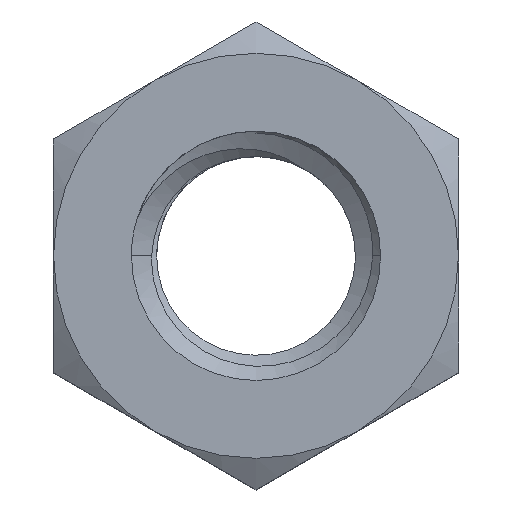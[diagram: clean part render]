
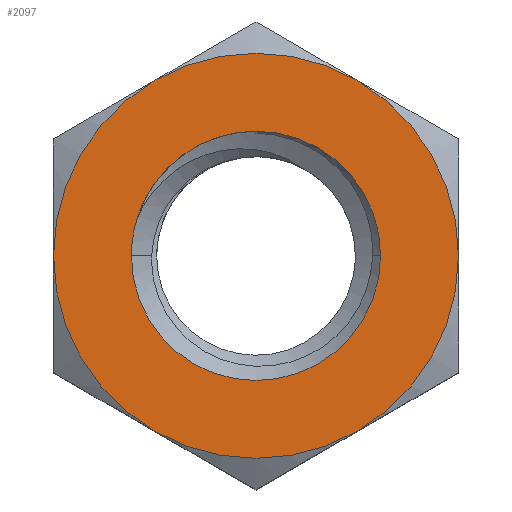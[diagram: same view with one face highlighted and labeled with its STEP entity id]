
A CAD part, top view. The second image highlights one B-rep face of the part: STEP entity #2097.
In plain terms, the highlighted planar face has unit normal (0, 0, 1).
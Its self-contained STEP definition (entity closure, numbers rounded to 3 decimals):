
#40 = CIRCLE ( 'NONE', #2093, 4. ) ;
#46 = CIRCLE ( 'NONE', #1521, 6.5 ) ;
#91 = CARTESIAN_POINT ( 'NONE',  ( 0., 0., 3.25 ) ) ;
#108 = CARTESIAN_POINT ( 'NONE',  ( 0., 0., 3.25 ) ) ;
#196 = CARTESIAN_POINT ( 'NONE',  ( 0., 0., 3.25 ) ) ;
#227 = DIRECTION ( 'NONE',  ( 0., 0., 1. ) ) ;
#234 = CARTESIAN_POINT ( 'NONE',  ( 0., 0., 3.25 ) ) ;
#252 = CIRCLE ( 'NONE', #2005, 6.5 ) ;
#269 = DIRECTION ( 'NONE',  ( 0., 0., 1. ) ) ;
#276 = CARTESIAN_POINT ( 'NONE',  ( 0., 0., 3.25 ) ) ;
#281 = DIRECTION ( 'NONE',  ( 1., 0., 0. ) ) ;
#296 = DIRECTION ( 'NONE',  ( 1., 0., 0. ) ) ;
#301 = DIRECTION ( 'NONE',  ( 0., 0., 1. ) ) ;
#308 = DIRECTION ( 'NONE',  ( 0., 0., -1. ) ) ;
#311 = EDGE_CURVE ( 'NONE', #1550, #1941, #763, .T. ) ;
#315 = CARTESIAN_POINT ( 'NONE',  ( 0., 0., 3.25 ) ) ;
#317 = DIRECTION ( 'NONE',  ( -1., 0., 0. ) ) ;
#346 = DIRECTION ( 'NONE',  ( 1., 0., 0. ) ) ;
#423 = VERTEX_POINT ( 'NONE', #561 ) ;
#425 = EDGE_CURVE ( 'NONE', #540, #1942, #1131, .T. ) ;
#431 = DIRECTION ( 'NONE',  ( 1., 0., 0. ) ) ;
#459 = ORIENTED_EDGE ( 'NONE', *, *, #2256, .F. ) ;
#514 = AXIS2_PLACEMENT_3D ( 'NONE', #91, #1429, #281 ) ;
#535 = DIRECTION ( 'NONE',  ( 1., 0., 0. ) ) ;
#540 = VERTEX_POINT ( 'NONE', #1028 ) ;
#561 = CARTESIAN_POINT ( 'NONE',  ( -3.25, 5.629, 3.25 ) ) ;
#563 = VERTEX_POINT ( 'NONE', #598 ) ;
#571 = EDGE_CURVE ( 'NONE', #1848, #563, #1452, .T. ) ;
#572 = DIRECTION ( 'NONE',  ( 0., 0., 1. ) ) ;
#598 = CARTESIAN_POINT ( 'NONE',  ( 6.5, 0., 3.25 ) ) ;
#612 = PLANE ( 'NONE',  #1931 ) ;
#632 = EDGE_CURVE ( 'NONE', #2086, #1848, #969, .T. ) ;
#664 = CIRCLE ( 'NONE', #514, 6.5 ) ;
#672 = CARTESIAN_POINT ( 'NONE',  ( 0., 0., 3.25 ) ) ;
#681 = ORIENTED_EDGE ( 'NONE', *, *, #1402, .T. ) ;
#706 = AXIS2_PLACEMENT_3D ( 'NONE', #276, #301, #346 ) ;
#763 = CIRCLE ( 'NONE', #706, 4. ) ;
#780 = ORIENTED_EDGE ( 'NONE', *, *, #2140, .F. ) ;
#788 = CARTESIAN_POINT ( 'NONE',  ( -3.25, -5.629, 3.25 ) ) ;
#796 = DIRECTION ( 'NONE',  ( 1., 0., 0. ) ) ;
#887 = AXIS2_PLACEMENT_3D ( 'NONE', #108, #1445, #296 ) ;
#894 = AXIS2_PLACEMENT_3D ( 'NONE', #2096, #2087, #2076 ) ;
#940 = DIRECTION ( 'NONE',  ( 1., 0., 0. ) ) ;
#952 = DIRECTION ( 'NONE',  ( 0., 0., 1. ) ) ;
#969 = CIRCLE ( 'NONE', #1220, 6.5 ) ;
#1028 = CARTESIAN_POINT ( 'NONE',  ( -3.802, 1.243, 3.25 ) ) ;
#1100 = EDGE_CURVE ( 'NONE', #1967, #423, #252, .T. ) ;
#1124 = FACE_BOUND ( 'NONE', #1384, .T. ) ;
#1131 = CIRCLE ( 'NONE', #2017, 4. ) ;
#1146 = ORIENTED_EDGE ( 'NONE', *, *, #1823, .T. ) ;
#1183 = ORIENTED_EDGE ( 'NONE', *, *, #425, .T. ) ;
#1220 = AXIS2_PLACEMENT_3D ( 'NONE', #1752, #952, #940 ) ;
#1244 = DIRECTION ( 'NONE',  ( 1., 0., 0. ) ) ;
#1259 = ORIENTED_EDGE ( 'NONE', *, *, #571, .T. ) ;
#1300 = CARTESIAN_POINT ( 'NONE',  ( -4., 0., 3.25 ) ) ;
#1384 = EDGE_LOOP ( 'NONE', ( #1183, #780, #2133, #459 ) ) ;
#1402 = EDGE_CURVE ( 'NONE', #423, #1695, #46, .T. ) ;
#1419 = CARTESIAN_POINT ( 'NONE',  ( 0., 0., 3.25 ) ) ;
#1429 = DIRECTION ( 'NONE',  ( 0., 0., 1. ) ) ;
#1445 = DIRECTION ( 'NONE',  ( 0., 0., 1. ) ) ;
#1452 = CIRCLE ( 'NONE', #894, 6.5 ) ;
#1521 = AXIS2_PLACEMENT_3D ( 'NONE', #672, #227, #1244 ) ;
#1550 = VERTEX_POINT ( 'NONE', #1300 ) ;
#1586 = DIRECTION ( 'NONE',  ( 0., 0., 1. ) ) ;
#1616 = DIRECTION ( 'NONE',  ( 1., 0., 0. ) ) ;
#1649 = ORIENTED_EDGE ( 'NONE', *, *, #632, .T. ) ;
#1695 = VERTEX_POINT ( 'NONE', #1765 ) ;
#1752 = CARTESIAN_POINT ( 'NONE',  ( 0., 0., 3.25 ) ) ;
#1765 = CARTESIAN_POINT ( 'NONE',  ( -6.5, 0., 3.25 ) ) ;
#1823 = EDGE_CURVE ( 'NONE', #1695, #2086, #664, .T. ) ;
#1848 = VERTEX_POINT ( 'NONE', #2156 ) ;
#1859 = EDGE_CURVE ( 'NONE', #563, #1967, #2300, .T. ) ;
#1864 = AXIS2_PLACEMENT_3D ( 'NONE', #234, #1586, #431 ) ;
#1867 = ORIENTED_EDGE ( 'NONE', *, *, #1859, .T. ) ;
#1931 = AXIS2_PLACEMENT_3D ( 'NONE', #2279, #1934, #796 ) ;
#1934 = DIRECTION ( 'NONE',  ( 0., 0., 1. ) ) ;
#1941 = VERTEX_POINT ( 'NONE', #2208 ) ;
#1942 = VERTEX_POINT ( 'NONE', #2025 ) ;
#1967 = VERTEX_POINT ( 'NONE', #2046 ) ;
#2005 = AXIS2_PLACEMENT_3D ( 'NONE', #196, #572, #535 ) ;
#2017 = AXIS2_PLACEMENT_3D ( 'NONE', #315, #308, #317 ) ;
#2025 = CARTESIAN_POINT ( 'NONE',  ( 0., 4., 3.25 ) ) ;
#2046 = CARTESIAN_POINT ( 'NONE',  ( 3.25, 5.629, 3.25 ) ) ;
#2068 = CIRCLE ( 'NONE', #1864, 4. ) ;
#2076 = DIRECTION ( 'NONE',  ( 1., 0., 0. ) ) ;
#2086 = VERTEX_POINT ( 'NONE', #788 ) ;
#2087 = DIRECTION ( 'NONE',  ( 0., 0., 1. ) ) ;
#2093 = AXIS2_PLACEMENT_3D ( 'NONE', #1419, #269, #1616 ) ;
#2096 = CARTESIAN_POINT ( 'NONE',  ( 0., 0., 3.25 ) ) ;
#2097 = ADVANCED_FACE ( 'NONE', ( #1124, #2144 ), #612, .T. ) ;
#2133 = ORIENTED_EDGE ( 'NONE', *, *, #311, .F. ) ;
#2140 = EDGE_CURVE ( 'NONE', #1941, #1942, #2068, .T. ) ;
#2144 = FACE_OUTER_BOUND ( 'NONE', #2232, .T. ) ;
#2156 = CARTESIAN_POINT ( 'NONE',  ( 3.25, -5.629, 3.25 ) ) ;
#2208 = CARTESIAN_POINT ( 'NONE',  ( 4., 0., 3.25 ) ) ;
#2232 = EDGE_LOOP ( 'NONE', ( #1259, #1867, #2347, #681, #1146, #1649 ) ) ;
#2256 = EDGE_CURVE ( 'NONE', #540, #1550, #40, .T. ) ;
#2279 = CARTESIAN_POINT ( 'NONE',  ( -6.5, 3.753, 3.25 ) ) ;
#2300 = CIRCLE ( 'NONE', #887, 6.5 ) ;
#2347 = ORIENTED_EDGE ( 'NONE', *, *, #1100, .T. ) ;
